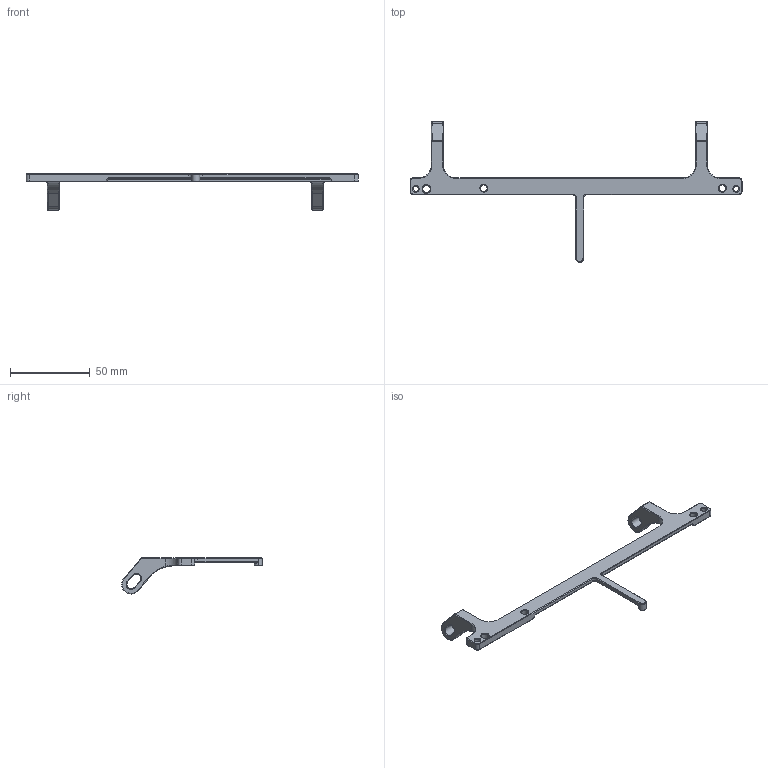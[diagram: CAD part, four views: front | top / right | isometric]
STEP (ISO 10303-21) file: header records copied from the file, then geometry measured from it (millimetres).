
FILE_DESCRIPTION (( 'STEP AP214' ), '1' );
FILE_NAME ('hinge_one_part.STEP', '2021-09-13T18:42:03', ( '' ), ( '' ), 'SwSTEP 2.0', 'SolidWorks 2021', '' );
FILE_SCHEMA (( 'AUTOMOTIVE_DESIGN' ));
Length unit declared in the file: millimetre
Products named in the file (1): hinge_one_part
Bounding box: 208.7 x 88.47 x 22.69 mm (x, y, z)
Volume: 13997.8 mm3; surface area: 10262.2 mm2
Topology: 1 solids, 1 shells, 534 faces, 1369 edges, 870 vertices
Faces by surface type: plane 227, bspline 184, cylinder 61, cone 31, torus 27, sphere 4
Entity records: 25224 total; most frequent: CARTESIAN_POINT 13437, ORIENTED_EDGE 2728, DIRECTION 1870, EDGE_CURVE 1364, VERTEX_POINT 870, VECTOR 792, LINE 792, EDGE_LOOP 586
